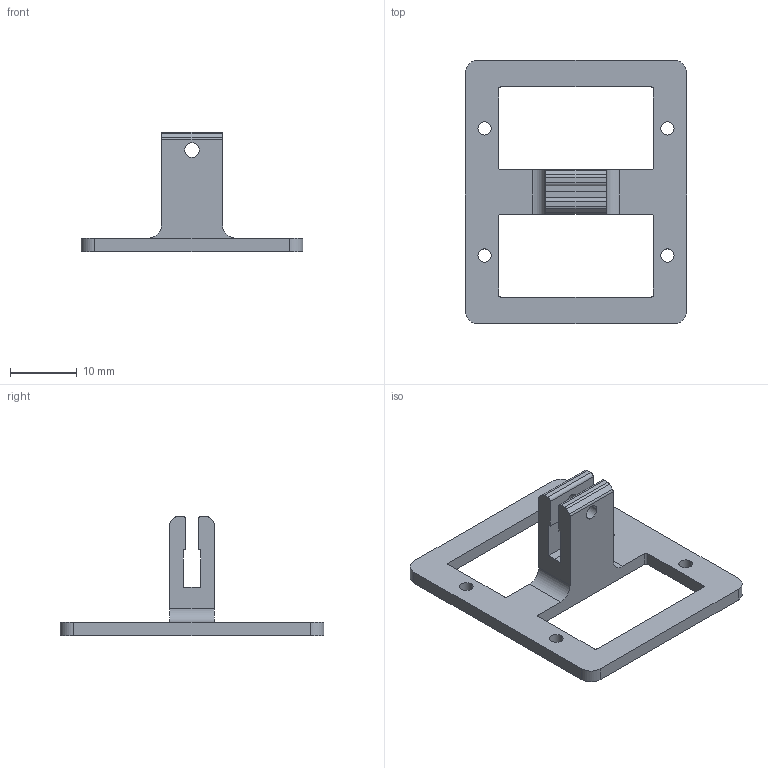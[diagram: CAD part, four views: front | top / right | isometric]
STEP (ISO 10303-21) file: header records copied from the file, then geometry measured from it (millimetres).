
FILE_DESCRIPTION(('CATIA V5 STEP Exchange'),'2;1');
FILE_NAME('Servo Holder.stp','2024-11-23T09:44:15+00:00',('none'),('none'),'CATIA Version 5 Release 20 GA (IN-10)','CATIA V5 STEP AP203','none');
FILE_SCHEMA(('CONFIG_CONTROL_DESIGN'));
Length unit declared in the file: millimetre
Products named in the file (1): Ornithopter
Bounding box: 33.1 x 39.4 x 17.8 mm (x, y, z)
Volume: 2149.9 mm3; surface area: 2696.6 mm2
Topology: 1 solids, 1 shells, 60 faces, 177 edges, 118 vertices
Faces by surface type: cylinder 32, plane 28
Entity records: 1977 total; most frequent: ORIENTED_EDGE 354, CARTESIAN_POINT 348, DIRECTION 272, EDGE_CURVE 177, VERTEX_POINT 118, VECTOR 113, LINE 113, AXIS2_PLACEMENT_3D 112
